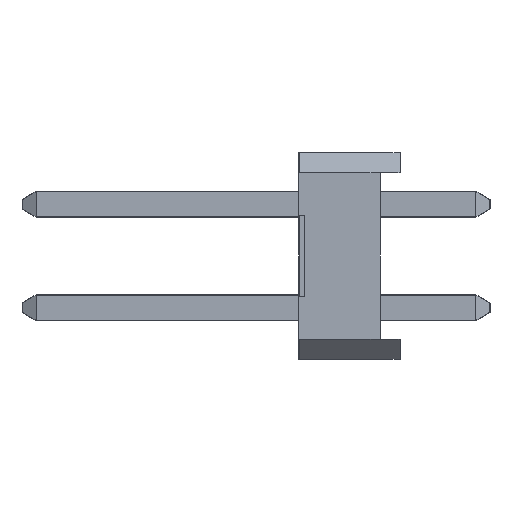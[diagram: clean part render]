
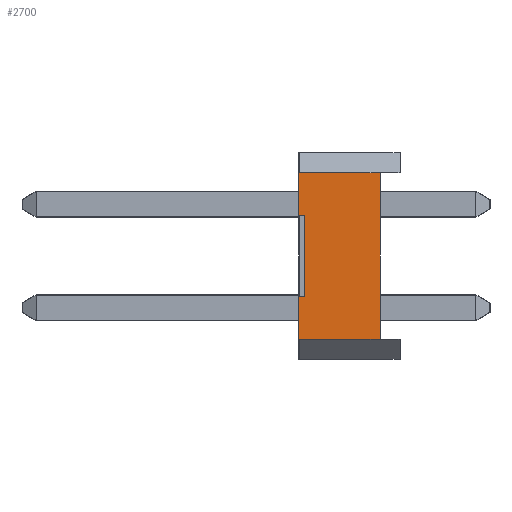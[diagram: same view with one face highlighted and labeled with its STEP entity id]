
A CAD part, left-side view. The second image highlights one B-rep face of the part: STEP entity #2700.
In plain terms, the highlighted planar face has unit normal (-1, 0, 0).
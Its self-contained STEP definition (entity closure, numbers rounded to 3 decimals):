
#33 = DIRECTION ( 'NONE',  ( -1., 0., 0. ) ) ;
#103 = DIRECTION ( 'NONE',  ( 0., 1., 0. ) ) ;
#117 = DIRECTION ( 'NONE',  ( 0., 0., 1. ) ) ;
#126 = CIRCLE ( 'NONE', #613, 0.01 ) ;
#185 = CARTESIAN_POINT ( 'NONE',  ( -1.27, 2.5, 2.04 ) ) ;
#235 = DIRECTION ( 'NONE',  ( -1., 0., 0. ) ) ;
#243 = CARTESIAN_POINT ( 'NONE',  ( -1.27, 2.35, -1. ) ) ;
#251 = CIRCLE ( 'NONE', #811, 0.01 ) ;
#268 = ORIENTED_EDGE ( 'NONE', *, *, #561, .T. ) ;
#411 = ORIENTED_EDGE ( 'NONE', *, *, #1286, .T. ) ;
#540 = VERTEX_POINT ( 'NONE', #1358 ) ;
#561 = EDGE_CURVE ( 'NONE', #2597, #2955, #251, .T. ) ;
#568 = CARTESIAN_POINT ( 'NONE',  ( -1.27, 2.5, 1.01 ) ) ;
#613 = AXIS2_PLACEMENT_3D ( 'NONE', #3596, #33, #3057 ) ;
#651 = DIRECTION ( 'NONE',  ( 0., 0., 1. ) ) ;
#684 = DIRECTION ( 'NONE',  ( 0., 0., 1. ) ) ;
#749 = VERTEX_POINT ( 'NONE', #1404 ) ;
#811 = AXIS2_PLACEMENT_3D ( 'NONE', #2821, #3684, #117 ) ;
#817 = CARTESIAN_POINT ( 'NONE',  ( -1.27, -4.081, -2.04 ) ) ;
#848 = VERTEX_POINT ( 'NONE', #1683 ) ;
#1063 = DIRECTION ( 'NONE',  ( 0., 0., 1. ) ) ;
#1068 = CARTESIAN_POINT ( 'NONE',  ( -1.27, -4.081, 2.04 ) ) ;
#1077 = VERTEX_POINT ( 'NONE', #1615 ) ;
#1089 = CARTESIAN_POINT ( 'NONE',  ( -1.27, 2.49, 1.01 ) ) ;
#1130 = DIRECTION ( 'NONE',  ( 0., 0., 1. ) ) ;
#1180 = ORIENTED_EDGE ( 'NONE', *, *, #1974, .T. ) ;
#1222 = LINE ( 'NONE', #3265, #1787 ) ;
#1230 = VECTOR ( 'NONE', #684, 1000. ) ;
#1253 = ORIENTED_EDGE ( 'NONE', *, *, #3047, .T. ) ;
#1271 = ORIENTED_EDGE ( 'NONE', *, *, #3353, .F. ) ;
#1286 = EDGE_CURVE ( 'NONE', #2339, #749, #2057, .T. ) ;
#1312 = EDGE_CURVE ( 'NONE', #1077, #540, #2872, .T. ) ;
#1354 = AXIS2_PLACEMENT_3D ( 'NONE', #1089, #3749, #1130 ) ;
#1358 = CARTESIAN_POINT ( 'NONE',  ( -1.27, 0.5, 2.04 ) ) ;
#1374 = EDGE_LOOP ( 'NONE', ( #1253, #268, #3449, #2658, #1271, #1431, #1180, #411, #3289, #1695, #2766, #3372 ) ) ;
#1391 = CARTESIAN_POINT ( 'NONE',  ( -1.27, 0.5, 2.04 ) ) ;
#1404 = CARTESIAN_POINT ( 'NONE',  ( -1.27, 2.5, -1.01 ) ) ;
#1409 = VECTOR ( 'NONE', #2059, 1000. ) ;
#1422 = CARTESIAN_POINT ( 'NONE',  ( -1.27, 2.35, 1. ) ) ;
#1431 = ORIENTED_EDGE ( 'NONE', *, *, #3595, .F. ) ;
#1446 = CARTESIAN_POINT ( 'NONE',  ( -1.27, 2.5, -2.03 ) ) ;
#1449 = LINE ( 'NONE', #3519, #1750 ) ;
#1451 = VERTEX_POINT ( 'NONE', #2961 ) ;
#1484 = CIRCLE ( 'NONE', #1354, 0.01 ) ;
#1608 = CARTESIAN_POINT ( 'NONE',  ( -1.27, 2.5, 2.04 ) ) ;
#1615 = CARTESIAN_POINT ( 'NONE',  ( -1.27, 0.5, -2.04 ) ) ;
#1626 = EDGE_CURVE ( 'NONE', #3573, #1451, #126, .T. ) ;
#1629 = DIRECTION ( 'NONE',  ( 0., 0., 1. ) ) ;
#1676 = AXIS2_PLACEMENT_3D ( 'NONE', #3166, #2282, #1063 ) ;
#1683 = CARTESIAN_POINT ( 'NONE',  ( -1.27, 2.49, 1. ) ) ;
#1695 = ORIENTED_EDGE ( 'NONE', *, *, #1626, .T. ) ;
#1750 = VECTOR ( 'NONE', #2058, 1000. ) ;
#1787 = VECTOR ( 'NONE', #1825, 1000. ) ;
#1825 = DIRECTION ( 'NONE',  ( 0., 0., 1. ) ) ;
#1877 = VERTEX_POINT ( 'NONE', #243 ) ;
#1972 = DIRECTION ( 'NONE',  ( 0., 1., 0. ) ) ;
#1974 = EDGE_CURVE ( 'NONE', #1877, #2339, #1449, .T. ) ;
#2057 = CIRCLE ( 'NONE', #1676, 0.01 ) ;
#2058 = DIRECTION ( 'NONE',  ( 0., 1., 0. ) ) ;
#2059 = DIRECTION ( 'NONE',  ( 0., 1., 0. ) ) ;
#2160 = EDGE_CURVE ( 'NONE', #3579, #2955, #2758, .T. ) ;
#2161 = VECTOR ( 'NONE', #1972, 1000. ) ;
#2177 = CARTESIAN_POINT ( 'NONE',  ( -1.27, 2.5, 2.03 ) ) ;
#2278 = EDGE_CURVE ( 'NONE', #3579, #848, #1484, .T. ) ;
#2282 = DIRECTION ( 'NONE',  ( -1., 0., 0. ) ) ;
#2329 = DIRECTION ( 'NONE',  ( 0., 0., 1. ) ) ;
#2339 = VERTEX_POINT ( 'NONE', #2897 ) ;
#2372 = LINE ( 'NONE', #2574, #1409 ) ;
#2493 = AXIS2_PLACEMENT_3D ( 'NONE', #1068, #235, #2329 ) ;
#2574 = CARTESIAN_POINT ( 'NONE',  ( -1.27, -4.081, 2.04 ) ) ;
#2589 = LINE ( 'NONE', #817, #2161 ) ;
#2597 = VERTEX_POINT ( 'NONE', #3667 ) ;
#2635 = PLANE ( 'NONE',  #2493 ) ;
#2658 = ORIENTED_EDGE ( 'NONE', *, *, #2278, .T. ) ;
#2700 = ADVANCED_FACE ( 'NONE', ( #3746 ), #2635, .T. ) ;
#2711 = VECTOR ( 'NONE', #651, 1000. ) ;
#2758 = LINE ( 'NONE', #185, #1230 ) ;
#2766 = ORIENTED_EDGE ( 'NONE', *, *, #3045, .F. ) ;
#2821 = CARTESIAN_POINT ( 'NONE',  ( -1.27, 2.49, 2.03 ) ) ;
#2872 = LINE ( 'NONE', #1391, #3096 ) ;
#2897 = CARTESIAN_POINT ( 'NONE',  ( -1.27, 2.49, -1. ) ) ;
#2955 = VERTEX_POINT ( 'NONE', #2177 ) ;
#2961 = CARTESIAN_POINT ( 'NONE',  ( -1.27, 2.49, -2.04 ) ) ;
#3025 = EDGE_CURVE ( 'NONE', #3573, #749, #3100, .T. ) ;
#3045 = EDGE_CURVE ( 'NONE', #1077, #1451, #2589, .T. ) ;
#3047 = EDGE_CURVE ( 'NONE', #540, #2597, #2372, .T. ) ;
#3057 = DIRECTION ( 'NONE',  ( 0., 0., 1. ) ) ;
#3096 = VECTOR ( 'NONE', #1629, 1000. ) ;
#3100 = LINE ( 'NONE', #1608, #2711 ) ;
#3166 = CARTESIAN_POINT ( 'NONE',  ( -1.27, 2.49, -1.01 ) ) ;
#3265 = CARTESIAN_POINT ( 'NONE',  ( -1.27, 2.35, -1. ) ) ;
#3289 = ORIENTED_EDGE ( 'NONE', *, *, #3025, .F. ) ;
#3353 = EDGE_CURVE ( 'NONE', #3555, #848, #3653, .T. ) ;
#3372 = ORIENTED_EDGE ( 'NONE', *, *, #1312, .T. ) ;
#3444 = CARTESIAN_POINT ( 'NONE',  ( -1.27, 2.35, 1. ) ) ;
#3449 = ORIENTED_EDGE ( 'NONE', *, *, #2160, .F. ) ;
#3459 = VECTOR ( 'NONE', #103, 1000. ) ;
#3519 = CARTESIAN_POINT ( 'NONE',  ( -1.27, 2.35, -1. ) ) ;
#3555 = VERTEX_POINT ( 'NONE', #1422 ) ;
#3573 = VERTEX_POINT ( 'NONE', #1446 ) ;
#3579 = VERTEX_POINT ( 'NONE', #568 ) ;
#3595 = EDGE_CURVE ( 'NONE', #1877, #3555, #1222, .T. ) ;
#3596 = CARTESIAN_POINT ( 'NONE',  ( -1.27, 2.49, -2.03 ) ) ;
#3653 = LINE ( 'NONE', #3444, #3459 ) ;
#3667 = CARTESIAN_POINT ( 'NONE',  ( -1.27, 2.49, 2.04 ) ) ;
#3684 = DIRECTION ( 'NONE',  ( -1., 0., 0. ) ) ;
#3746 = FACE_OUTER_BOUND ( 'NONE', #1374, .T. ) ;
#3749 = DIRECTION ( 'NONE',  ( -1., 0., 0. ) ) ;
